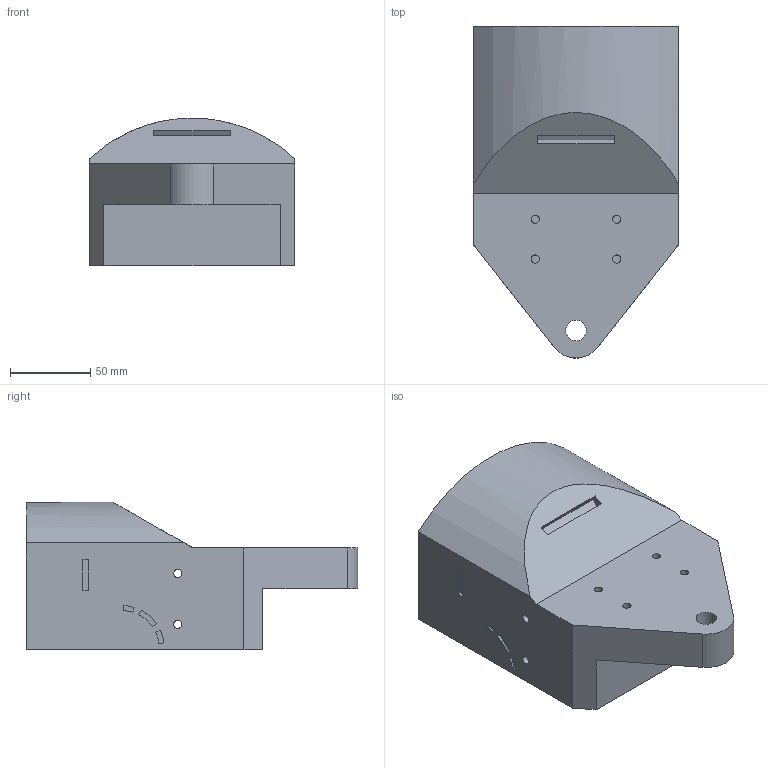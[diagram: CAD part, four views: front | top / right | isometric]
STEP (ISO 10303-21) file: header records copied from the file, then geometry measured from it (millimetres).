
FILE_DESCRIPTION(/* description */ (''),/* implementation_level */ '2;1');
FILE_NAME(/* name */ 'c3c7f182-1045-4cb4-b9c4-95f5805c4bea.stp',/* time_stamp */ '2019-02-09T11:26:00+09:00',/* author */ (''),/* organization */ (''),/* preprocessor_version */ 'ST-DEVELOPER v17.2',/* originating_system */ 'Autodesk Translation Framework v7.6.0.251',/* authorisation */ '');
FILE_SCHEMA (('AUTOMOTIVE_DESIGN { 1 0 10303 214 3 1 1 }'));
Length unit declared in the file: inch
Products named in the file (1): OuterAnkle_CSR_Bushing
Bounding box: 128.27 x 206.95 x 92.05 mm (x, y, z)
Volume: 412509.2 mm3; surface area: 138393.1 mm2
Topology: 1 solids, 1 shells, 117 faces, 277 edges, 172 vertices
Faces by surface type: plane 53, cylinder 51, sphere 12, bspline 1
Full cylindrical faces by diameter (mm): 5.156 x12, 12.827 x1
Entity records: 3472 total; most frequent: DIRECTION 614, CARTESIAN_POINT 598, ORIENTED_EDGE 554, EDGE_CURVE 277, AXIS2_PLACEMENT_3D 220, LINE 174, VECTOR 174, VERTEX_POINT 172
